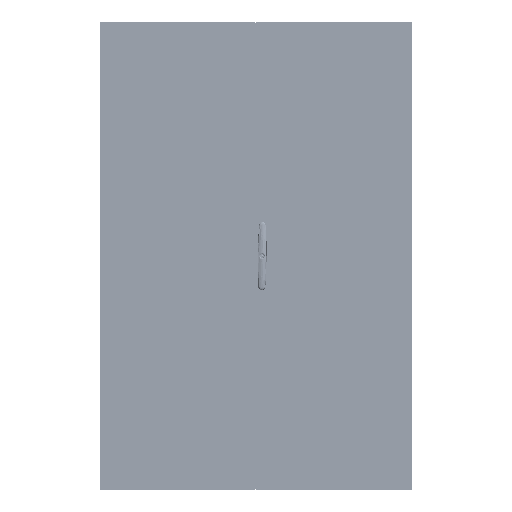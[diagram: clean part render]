
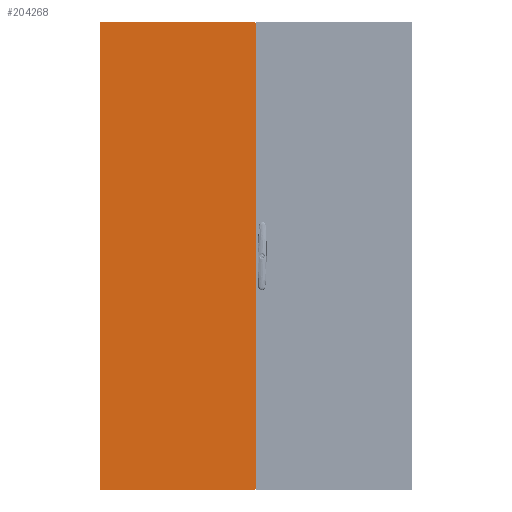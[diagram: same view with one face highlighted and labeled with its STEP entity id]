
A CAD part, front view. The second image highlights one B-rep face of the part: STEP entity #204268.
In plain terms, the highlighted planar face has unit normal (0, -1, 0).
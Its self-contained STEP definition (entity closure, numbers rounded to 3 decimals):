
#604 = ORIENTED_EDGE ( 'NONE', *, *, #99433, .F. ) ;
#6462 = CARTESIAN_POINT ( 'NONE',  ( -35.159, -0.079, -35.039 ) ) ;
#7353 = B_SPLINE_CURVE_WITH_KNOTS ( 'NONE', 3,
 ( #53259, #134757, #100728, #195808 ),
 .UNSPECIFIED., .F., .F.,
 ( 4, 4 ),
 ( 0., 0.002 ),
 .UNSPECIFIED. ) ;
#7868 = LINE ( 'NONE', #23361, #28919 ) ;
#11428 = VERTEX_POINT ( 'NONE', #200321 ) ;
#12633 = VERTEX_POINT ( 'NONE', #179760 ) ;
#13945 = CARTESIAN_POINT ( 'NONE',  ( -11.872, -0.079, -35.118 ) ) ;
#14814 = EDGE_CURVE ( 'NONE', #11428, #57592, #63031, .T. ) ;
#15536 = DIRECTION ( 'NONE',  ( -1., 0., 0. ) ) ;
#15988 = CARTESIAN_POINT ( 'NONE',  ( -11.872, -0.079, -35.039 ) ) ;
#17217 = EDGE_CURVE ( 'NONE', #126500, #106616, #7868, .T. ) ;
#19541 = EDGE_CURVE ( 'NONE', #180608, #12633, #55354, .T. ) ;
#22845 = CARTESIAN_POINT ( 'NONE',  ( -11.806, -0.079, -35.039 ) ) ;
#23361 = CARTESIAN_POINT ( 'NONE',  ( -35.159, -0.079, 0. ) ) ;
#23620 = B_SPLINE_CURVE_WITH_KNOTS ( 'NONE', 3,
 ( #15988, #91414, #170980, #13945 ),
 .UNSPECIFIED., .F., .F.,
 ( 4, 4 ),
 ( 0., 0.002 ),
 .UNSPECIFIED. ) ;
#24947 = CARTESIAN_POINT ( 'NONE',  ( -11.872, -0.079, 35.066 ) ) ;
#25420 = EDGE_CURVE ( 'NONE', #56973, #11428, #23620, .T. ) ;
#28919 = VECTOR ( 'NONE', #86348, 39.37 ) ;
#32027 = ORIENTED_EDGE ( 'NONE', *, *, #101090, .F. ) ;
#32400 = VERTEX_POINT ( 'NONE', #199581 ) ;
#35083 = ORIENTED_EDGE ( 'NONE', *, *, #14814, .F. ) ;
#36166 = CARTESIAN_POINT ( 'NONE',  ( -35.08, -0.079, -35.092 ) ) ;
#36302 = CARTESIAN_POINT ( 'NONE',  ( -11.832, -0.079, -35.039 ) ) ;
#36683 = CARTESIAN_POINT ( 'NONE',  ( -35.159, -0.079, -35.039 ) ) ;
#37438 = CARTESIAN_POINT ( 'NONE',  ( -35.133, -0.079, -35.039 ) ) ;
#37911 = ORIENTED_EDGE ( 'NONE', *, *, #104147, .F. ) ;
#38605 = EDGE_CURVE ( 'NONE', #131798, #181266, #129915, .T. ) ;
#40094 = CARTESIAN_POINT ( 'NONE',  ( -11.793, -0.079, 0. ) ) ;
#46479 = CARTESIAN_POINT ( 'NONE',  ( -35.08, -0.079, 35.118 ) ) ;
#51644 = CARTESIAN_POINT ( 'NONE',  ( -35.08, -0.079, -35.118 ) ) ;
#53259 = CARTESIAN_POINT ( 'NONE',  ( -35.08, -0.079, 35.039 ) ) ;
#53665 = VERTEX_POINT ( 'NONE', #64171 ) ;
#55354 = B_SPLINE_CURVE_WITH_KNOTS ( 'NONE', 3,
 ( #91945, #153970, #24947, #167473 ),
 .UNSPECIFIED., .F., .F.,
 ( 4, 4 ),
 ( 0., 0.002 ),
 .UNSPECIFIED. ) ;
#56973 = VERTEX_POINT ( 'NONE', #65631 ) ;
#57592 = VERTEX_POINT ( 'NONE', #107041 ) ;
#62637 = ORIENTED_EDGE ( 'NONE', *, *, #165333, .F. ) ;
#63031 = LINE ( 'NONE', #171537, #127791 ) ;
#64171 = CARTESIAN_POINT ( 'NONE',  ( -35.08, -0.079, 35.039 ) ) ;
#64686 = CARTESIAN_POINT ( 'NONE',  ( -23.476, -0.079, 35.118 ) ) ;
#65631 = CARTESIAN_POINT ( 'NONE',  ( -11.872, -0.079, -35.039 ) ) ;
#68142 = CARTESIAN_POINT ( 'NONE',  ( -35.08, -0.079, -35.079 ) ) ;
#70049 = EDGE_LOOP ( 'NONE', ( #113308, #143794, #129828, #62637, #203718, #156342, #32027, #604, #118782, #37911, #81615, #35083 ) ) ;
#71682 = CARTESIAN_POINT ( 'NONE',  ( -11.872, -0.079, 35.039 ) ) ;
#81615 = ORIENTED_EDGE ( 'NONE', *, *, #89207, .F. ) ;
#84288 = CARTESIAN_POINT ( 'NONE',  ( -35.159, -0.079, 35.039 ) ) ;
#85837 = CARTESIAN_POINT ( 'NONE',  ( -11.845, -0.079, -35.039 ) ) ;
#86348 = DIRECTION ( 'NONE',  ( 0., 0., 1. ) ) ;
#86852 = CARTESIAN_POINT ( 'NONE',  ( -11.793, -0.079, -35.039 ) ) ;
#86968 = CARTESIAN_POINT ( 'NONE',  ( -35.08, -0.079, -35.039 ) ) ;
#89207 = EDGE_CURVE ( 'NONE', #57592, #32400, #97280, .T. ) ;
#91161 = CARTESIAN_POINT ( 'NONE',  ( -11.872, -0.079, 35.118 ) ) ;
#91414 = CARTESIAN_POINT ( 'NONE',  ( -11.872, -0.079, -35.066 ) ) ;
#91945 = CARTESIAN_POINT ( 'NONE',  ( -11.872, -0.079, 35.118 ) ) ;
#95983 = B_SPLINE_CURVE_WITH_KNOTS ( 'NONE', 3,
 ( #71682, #184280, #119155, #134666 ),
 .UNSPECIFIED., .F., .F.,
 ( 4, 4 ),
 ( 0., 0.002 ),
 .UNSPECIFIED. ) ;
#97280 = B_SPLINE_CURVE_WITH_KNOTS ( 'NONE', 3,
 ( #51644, #177685, #36166, #68142, #131080, #194209, #163209 ),
 .UNSPECIFIED., .F., .F.,
 ( 4, 3, 4 ),
 ( 0., 0.001, 0.002 ),
 .UNSPECIFIED. ) ;
#97715 = CARTESIAN_POINT ( 'NONE',  ( -35.12, -0.079, 35.039 ) ) ;
#98705 = LINE ( 'NONE', #64686, #100576 ) ;
#99210 = B_SPLINE_CURVE_WITH_KNOTS ( 'NONE', 3,
 ( #86852, #22845, #194341, #36302, #85837, #131220, #146788 ),
 .UNSPECIFIED., .F., .F.,
 ( 4, 3, 4 ),
 ( 0., 0.001, 0.002 ),
 .UNSPECIFIED. ) ;
#99433 = EDGE_CURVE ( 'NONE', #106616, #53665, #187721, .T. ) ;
#100576 = VECTOR ( 'NONE', #190733, 39.37 ) ;
#100728 = CARTESIAN_POINT ( 'NONE',  ( -35.08, -0.079, 35.092 ) ) ;
#100994 = VECTOR ( 'NONE', #146499, 39.37 ) ;
#101090 = EDGE_CURVE ( 'NONE', #53665, #182404, #7353, .T. ) ;
#104147 = EDGE_CURVE ( 'NONE', #32400, #126500, #148121, .T. ) ;
#106616 = VERTEX_POINT ( 'NONE', #170406 ) ;
#107041 = CARTESIAN_POINT ( 'NONE',  ( -35.08, -0.079, -35.118 ) ) ;
#113308 = ORIENTED_EDGE ( 'NONE', *, *, #25420, .F. ) ;
#115868 = CARTESIAN_POINT ( 'NONE',  ( -35.106, -0.079, -35.039 ) ) ;
#118782 = ORIENTED_EDGE ( 'NONE', *, *, #17217, .F. ) ;
#119155 = CARTESIAN_POINT ( 'NONE',  ( -11.819, -0.079, 35.039 ) ) ;
#123770 = DIRECTION ( 'NONE',  ( 0., 1., 0. ) ) ;
#126500 = VERTEX_POINT ( 'NONE', #36683 ) ;
#127791 = VECTOR ( 'NONE', #15536, 39.37 ) ;
#129828 = ORIENTED_EDGE ( 'NONE', *, *, #38605, .F. ) ;
#129915 = LINE ( 'NONE', #40094, #100994 ) ;
#131080 = CARTESIAN_POINT ( 'NONE',  ( -35.08, -0.079, -35.066 ) ) ;
#131220 = CARTESIAN_POINT ( 'NONE',  ( -11.858, -0.079, -35.039 ) ) ;
#131798 = VERTEX_POINT ( 'NONE', #143452 ) ;
#134666 = CARTESIAN_POINT ( 'NONE',  ( -11.793, -0.079, 35.039 ) ) ;
#134757 = CARTESIAN_POINT ( 'NONE',  ( -35.08, -0.079, 35.066 ) ) ;
#143211 = CARTESIAN_POINT ( 'NONE',  ( -11.793, -0.079, -35.039 ) ) ;
#143452 = CARTESIAN_POINT ( 'NONE',  ( -11.793, -0.079, 35.039 ) ) ;
#143794 = ORIENTED_EDGE ( 'NONE', *, *, #175029, .F. ) ;
#145303 = AXIS2_PLACEMENT_3D ( 'NONE', #183846, #123770, #186865 ) ;
#146499 = DIRECTION ( 'NONE',  ( 0., 0., -1. ) ) ;
#146788 = CARTESIAN_POINT ( 'NONE',  ( -11.872, -0.079, -35.039 ) ) ;
#147277 = CARTESIAN_POINT ( 'NONE',  ( -35.08, -0.079, 35.039 ) ) ;
#147312 = EDGE_CURVE ( 'NONE', #182404, #180608, #98705, .T. ) ;
#148121 = B_SPLINE_CURVE_WITH_KNOTS ( 'NONE', 3,
 ( #86968, #115868, #37438, #6462 ),
 .UNSPECIFIED., .F., .F.,
 ( 4, 4 ),
 ( 0., 0.002 ),
 .UNSPECIFIED. ) ;
#148293 = CARTESIAN_POINT ( 'NONE',  ( -35.093, -0.079, 35.039 ) ) ;
#151817 = PLANE ( 'NONE',  #145303 ) ;
#153970 = CARTESIAN_POINT ( 'NONE',  ( -11.872, -0.079, 35.092 ) ) ;
#156342 = ORIENTED_EDGE ( 'NONE', *, *, #147312, .F. ) ;
#162800 = CARTESIAN_POINT ( 'NONE',  ( -35.146, -0.079, 35.039 ) ) ;
#163209 = CARTESIAN_POINT ( 'NONE',  ( -35.08, -0.079, -35.039 ) ) ;
#165333 = EDGE_CURVE ( 'NONE', #12633, #131798, #95983, .T. ) ;
#167473 = CARTESIAN_POINT ( 'NONE',  ( -11.872, -0.079, 35.039 ) ) ;
#170406 = CARTESIAN_POINT ( 'NONE',  ( -35.159, -0.079, 35.039 ) ) ;
#170980 = CARTESIAN_POINT ( 'NONE',  ( -11.872, -0.079, -35.092 ) ) ;
#171537 = CARTESIAN_POINT ( 'NONE',  ( -23.476, -0.079, -35.118 ) ) ;
#175029 = EDGE_CURVE ( 'NONE', #181266, #56973, #99210, .T. ) ;
#177278 = CARTESIAN_POINT ( 'NONE',  ( -35.106, -0.079, 35.039 ) ) ;
#177685 = CARTESIAN_POINT ( 'NONE',  ( -35.08, -0.079, -35.105 ) ) ;
#179760 = CARTESIAN_POINT ( 'NONE',  ( -11.872, -0.079, 35.039 ) ) ;
#180342 = CARTESIAN_POINT ( 'NONE',  ( -35.133, -0.079, 35.039 ) ) ;
#180608 = VERTEX_POINT ( 'NONE', #91161 ) ;
#181266 = VERTEX_POINT ( 'NONE', #143211 ) ;
#182404 = VERTEX_POINT ( 'NONE', #46479 ) ;
#183846 = CARTESIAN_POINT ( 'NONE',  ( -23.476, -0.079, 0. ) ) ;
#184280 = CARTESIAN_POINT ( 'NONE',  ( -11.845, -0.079, 35.039 ) ) ;
#186865 = DIRECTION ( 'NONE',  ( 0., 0., -1. ) ) ;
#187721 = B_SPLINE_CURVE_WITH_KNOTS ( 'NONE', 3,
 ( #84288, #162800, #180342, #97715, #177278, #148293, #147277 ),
 .UNSPECIFIED., .F., .F.,
 ( 4, 3, 4 ),
 ( 0., 0.001, 0.002 ),
 .UNSPECIFIED. ) ;
#190733 = DIRECTION ( 'NONE',  ( 1., 0., 0. ) ) ;
#194209 = CARTESIAN_POINT ( 'NONE',  ( -35.08, -0.079, -35.052 ) ) ;
#194341 = CARTESIAN_POINT ( 'NONE',  ( -11.819, -0.079, -35.039 ) ) ;
#195808 = CARTESIAN_POINT ( 'NONE',  ( -35.08, -0.079, 35.118 ) ) ;
#199581 = CARTESIAN_POINT ( 'NONE',  ( -35.08, -0.079, -35.039 ) ) ;
#200321 = CARTESIAN_POINT ( 'NONE',  ( -11.872, -0.079, -35.118 ) ) ;
#203386 = FACE_OUTER_BOUND ( 'NONE', #70049, .T. ) ;
#203718 = ORIENTED_EDGE ( 'NONE', *, *, #19541, .F. ) ;
#204268 = ADVANCED_FACE ( 'NONE', ( #203386 ), #151817, .F. ) ;
